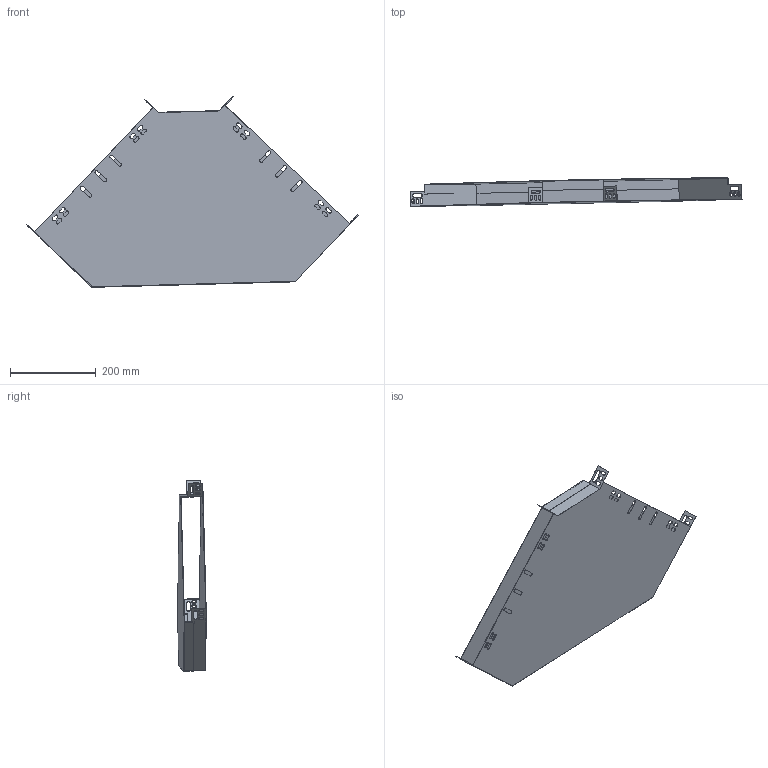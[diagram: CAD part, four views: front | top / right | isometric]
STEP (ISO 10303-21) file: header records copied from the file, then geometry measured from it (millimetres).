
FILE_DESCRIPTION (( 'STEP AP203' ), '1' );
FILE_NAME ('CLP2P-050-400-M-HDZ Ïîâîðîò íà 90 ãð. 50õ400 IEK HDZ.STEP', '2016-02-29T07:35:48', ( '' ), ( '' ), 'SwSTEP 2.0', 'SolidWorks 2014', '' );
FILE_SCHEMA (( 'CONFIG_CONTROL_DESIGN' ));
Length unit declared in the file: millimetre
Products named in the file (1): CLP2P-050-400-M-HDZ Ïîâîðîò íà 90 ãð. 50õ400 IEK HDZ
Bounding box: 773.64 x 67.65 x 444.46 mm (x, y, z)
Volume: 370450.1 mm3; surface area: 935095.2 mm2
Topology: 2 solids, 2 shells, 202 faces, 590 edges, 392 vertices
Faces by surface type: plane 126, cylinder 76
Entity records: 6921 total; most frequent: CARTESIAN_POINT 1185, ORIENTED_EDGE 1180, DIRECTION 1148, EDGE_CURVE 590, VECTOR 438, LINE 438, VERTEX_POINT 392, AXIS2_PLACEMENT_3D 355
